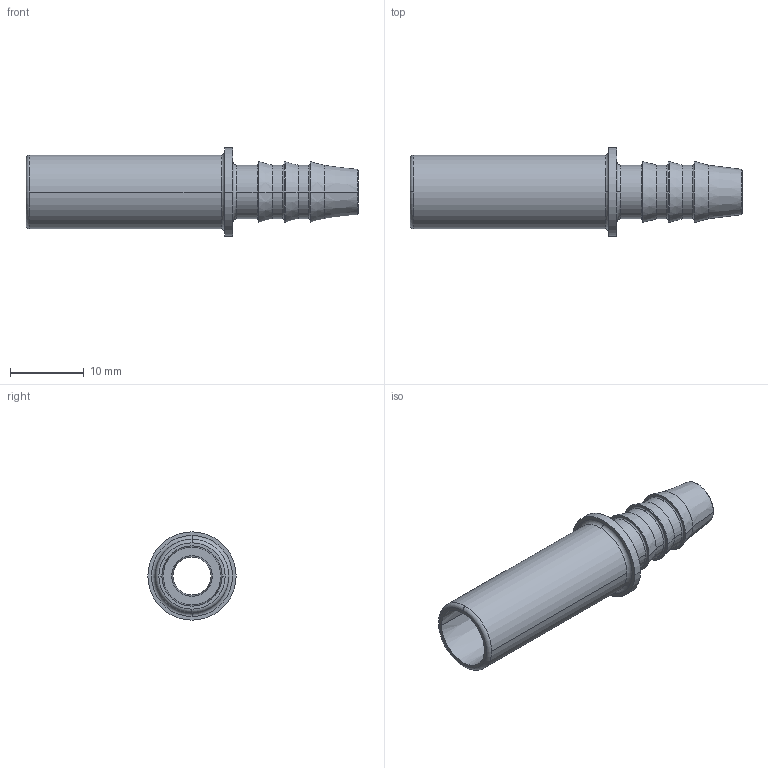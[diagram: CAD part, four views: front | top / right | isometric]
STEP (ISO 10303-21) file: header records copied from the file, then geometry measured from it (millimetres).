
FILE_DESCRIPTION(('STEP AP214'),'1');
FILE_NAME('3122_10_56.stp','2016-07-07T14:58:07',('TraceParts'),('TraceParts S.A.'),'Spatial InterOp 3D',' ',' ');
FILE_SCHEMA(('automotive_design'));
Length unit declared in the file: millimetre
Products named in the file (1): 1
Bounding box: 45.1 x 12 x 12 mm (x, y, z)
Volume: 1181.4 mm3; surface area: 2449.8 mm2
Topology: 1 solids, 1 shells, 50 faces, 125 edges, 79 vertices
Faces by surface type: cone 22, torus 14, cylinder 10, plane 4
Entity records: 1557 total; most frequent: DIRECTION 320, CARTESIAN_POINT 255, ORIENTED_EDGE 250, AXIS2_PLACEMENT_3D 144, EDGE_CURVE 125, CIRCLE 93, VERTEX_POINT 79, EDGE_LOOP 54
